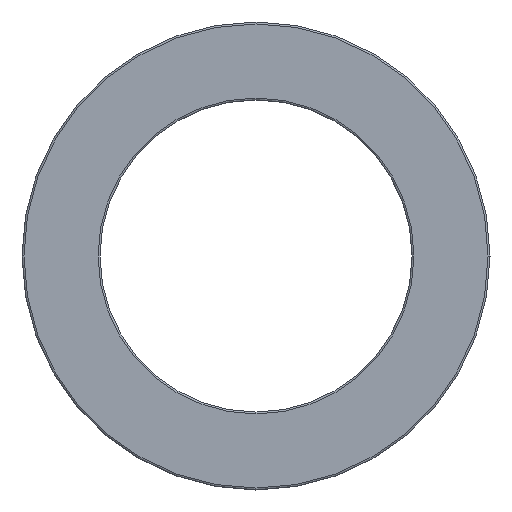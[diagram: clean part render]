
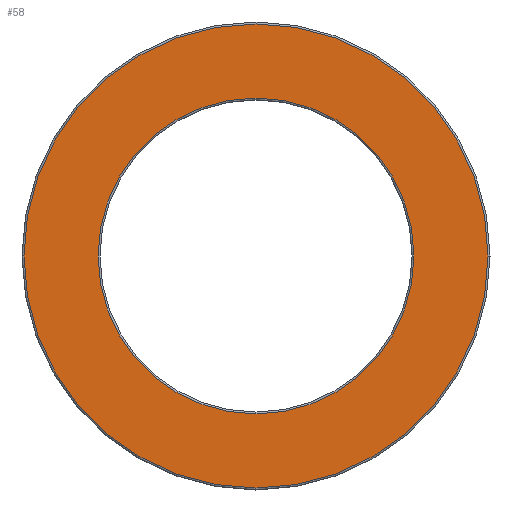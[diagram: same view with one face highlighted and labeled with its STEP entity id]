
A CAD part, left-side view. The second image highlights one B-rep face of the part: STEP entity #58.
In plain terms, the highlighted planar face has unit normal (-1, 0, 0).
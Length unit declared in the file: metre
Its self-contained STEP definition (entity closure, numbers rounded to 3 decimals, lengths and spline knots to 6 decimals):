
#58 = ADVANCED_FACE( '', ( #133, #134 ), #135, .T. );
#133 = FACE_BOUND( '', #236, .T. );
#134 = FACE_OUTER_BOUND( '', #237, .T. );
#135 = PLANE( '', #238 );
#236 = EDGE_LOOP( '', ( #343 ) );
#237 = EDGE_LOOP( '', ( #344 ) );
#238 = AXIS2_PLACEMENT_3D( '', #345, #346, #347 );
#343 = ORIENTED_EDGE( '', *, *, #472, .T. );
#344 = ORIENTED_EDGE( '', *, *, #458, .T. );
#345 = CARTESIAN_POINT( '', ( -0.0825, 0., 0. ) );
#346 = DIRECTION( '', ( -1., 0., 0. ) );
#347 = DIRECTION( '', ( 0., -1., 0. ) );
#458 = EDGE_CURVE( '', #507, #507, #508, .T. );
#472 = EDGE_CURVE( '', #530, #530, #531, .F. );
#507 = VERTEX_POINT( '', #579 );
#508 = CIRCLE( '', #580, 0.0595 );
#530 = VERTEX_POINT( '', #602 );
#531 = CIRCLE( '', #603, 0.0405 );
#579 = CARTESIAN_POINT( '', ( -0.0825, -0.0595, 0. ) );
#580 = AXIS2_PLACEMENT_3D( '', #651, #652, #653 );
#602 = CARTESIAN_POINT( '', ( -0.0825, -0.0405, 0. ) );
#603 = AXIS2_PLACEMENT_3D( '', #678, #679, #680 );
#651 = CARTESIAN_POINT( '', ( -0.0825, 0., 0. ) );
#652 = DIRECTION( '', ( -1., 0., 0. ) );
#653 = DIRECTION( '', ( 0., -1., 0. ) );
#678 = CARTESIAN_POINT( '', ( -0.0825, 0., 0. ) );
#679 = DIRECTION( '', ( -1., 0., 0. ) );
#680 = DIRECTION( '', ( 0., -1., 0. ) );
